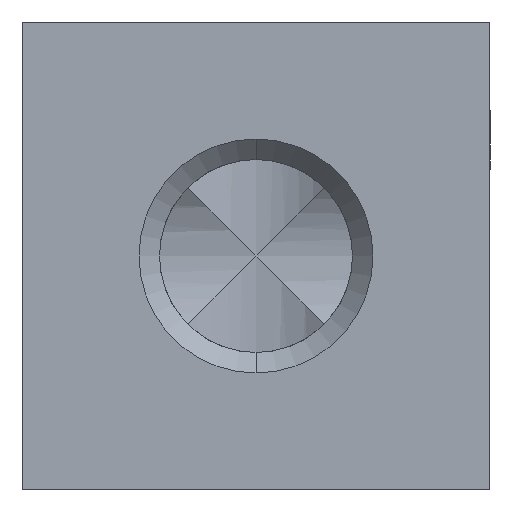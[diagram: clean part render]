
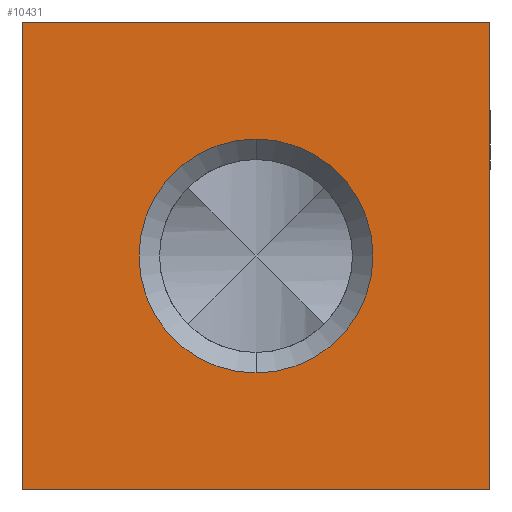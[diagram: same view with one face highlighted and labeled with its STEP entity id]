
A CAD part, front view. The second image highlights one B-rep face of the part: STEP entity #10431.
In plain terms, the highlighted planar face has unit normal (0, -1, 0).
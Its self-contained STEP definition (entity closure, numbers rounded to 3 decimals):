
#464 = VERTEX_POINT ( 'NONE', #1834 ) ;
#1039 = LINE ( 'NONE', #1337, #6127 ) ;
#1073 = DIRECTION ( 'NONE',  ( 0., 0., 1. ) ) ;
#1139 = CARTESIAN_POINT ( 'NONE',  ( -4., -4., 4. ) ) ;
#1337 = CARTESIAN_POINT ( 'NONE',  ( 0., -4., 4. ) ) ;
#1574 = VECTOR ( 'NONE', #14643, 1000. ) ;
#1834 = CARTESIAN_POINT ( 'NONE',  ( 0., -4., -2. ) ) ;
#1878 = LINE ( 'NONE', #10593, #3294 ) ;
#2140 = VERTEX_POINT ( 'NONE', #11416 ) ;
#2207 = AXIS2_PLACEMENT_3D ( 'NONE', #18816, #6065, #2678 ) ;
#2438 = VECTOR ( 'NONE', #17577, 1000. ) ;
#2488 = ORIENTED_EDGE ( 'NONE', *, *, #18496, .F. ) ;
#2619 = VERTEX_POINT ( 'NONE', #17992 ) ;
#2678 = DIRECTION ( 'NONE',  ( 0., 0., 1. ) ) ;
#3294 = VECTOR ( 'NONE', #19551, 1000. ) ;
#4186 = FACE_BOUND ( 'NONE', #7774, .T. ) ;
#4424 = CARTESIAN_POINT ( 'NONE',  ( 0., -4., 0. ) ) ;
#4751 = DIRECTION ( 'NONE',  ( 1., 0., 0. ) ) ;
#5422 = VERTEX_POINT ( 'NONE', #1139 ) ;
#6065 = DIRECTION ( 'NONE',  ( 0., 1., 0. ) ) ;
#6127 = VECTOR ( 'NONE', #4751, 1000. ) ;
#7409 = CARTESIAN_POINT ( 'NONE',  ( -4., -4., 0. ) ) ;
#7774 = EDGE_LOOP ( 'NONE', ( #18298, #9314 ) ) ;
#7954 = DIRECTION ( 'NONE',  ( 0., 1., 0. ) ) ;
#9314 = ORIENTED_EDGE ( 'NONE', *, *, #10097, .T. ) ;
#9736 = ORIENTED_EDGE ( 'NONE', *, *, #17071, .T. ) ;
#9859 = DIRECTION ( 'NONE',  ( 0., 0., 1. ) ) ;
#10097 = EDGE_CURVE ( 'NONE', #2140, #464, #18071, .T. ) ;
#10431 = ADVANCED_FACE ( 'NONE', ( #4186, #21153 ), #16915, .F. ) ;
#10593 = CARTESIAN_POINT ( 'NONE',  ( 4., -4., 0. ) ) ;
#11416 = CARTESIAN_POINT ( 'NONE',  ( 0., -4., 2. ) ) ;
#12002 = DIRECTION ( 'NONE',  ( 0., 1., 0. ) ) ;
#12073 = LINE ( 'NONE', #15766, #2438 ) ;
#12704 = AXIS2_PLACEMENT_3D ( 'NONE', #21237, #12002, #1073 ) ;
#13328 = ORIENTED_EDGE ( 'NONE', *, *, #17144, .T. ) ;
#13447 = AXIS2_PLACEMENT_3D ( 'NONE', #4424, #7954, #9859 ) ;
#14423 = EDGE_CURVE ( 'NONE', #5422, #23158, #1039, .T. ) ;
#14457 = VERTEX_POINT ( 'NONE', #20864 ) ;
#14643 = DIRECTION ( 'NONE',  ( 0., 0., 1. ) ) ;
#14874 = ORIENTED_EDGE ( 'NONE', *, *, #14423, .F. ) ;
#15766 = CARTESIAN_POINT ( 'NONE',  ( 0., -4., -4. ) ) ;
#16510 = EDGE_LOOP ( 'NONE', ( #14874, #2488, #9736, #13328 ) ) ;
#16915 = PLANE ( 'NONE',  #2207 ) ;
#17071 = EDGE_CURVE ( 'NONE', #2619, #14457, #12073, .T. ) ;
#17144 = EDGE_CURVE ( 'NONE', #14457, #23158, #1878, .T. ) ;
#17577 = DIRECTION ( 'NONE',  ( 1., 0., 0. ) ) ;
#17992 = CARTESIAN_POINT ( 'NONE',  ( -4., -4., -4. ) ) ;
#18071 = CIRCLE ( 'NONE', #13447, 2. ) ;
#18298 = ORIENTED_EDGE ( 'NONE', *, *, #19931, .T. ) ;
#18389 = CARTESIAN_POINT ( 'NONE',  ( 4., -4., 4. ) ) ;
#18496 = EDGE_CURVE ( 'NONE', #2619, #5422, #23093, .T. ) ;
#18816 = CARTESIAN_POINT ( 'NONE',  ( 0., -4., 0. ) ) ;
#19551 = DIRECTION ( 'NONE',  ( 0., 0., 1. ) ) ;
#19931 = EDGE_CURVE ( 'NONE', #464, #2140, #21644, .T. ) ;
#20864 = CARTESIAN_POINT ( 'NONE',  ( 4., -4., -4. ) ) ;
#21153 = FACE_OUTER_BOUND ( 'NONE', #16510, .T. ) ;
#21237 = CARTESIAN_POINT ( 'NONE',  ( 0., -4., 0. ) ) ;
#21644 = CIRCLE ( 'NONE', #12704, 2. ) ;
#23093 = LINE ( 'NONE', #7409, #1574 ) ;
#23158 = VERTEX_POINT ( 'NONE', #18389 ) ;
